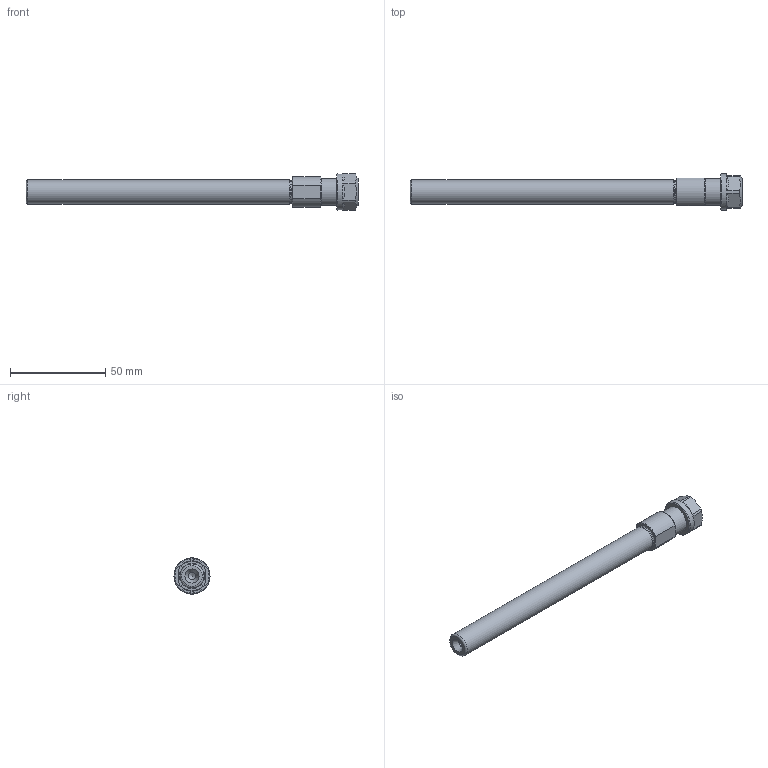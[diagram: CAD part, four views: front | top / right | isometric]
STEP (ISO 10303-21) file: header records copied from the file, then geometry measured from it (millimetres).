
FILE_DESCRIPTION(/* description */ (''),/* implementation_level */ '2;1');
FILE_NAME(/* name */ 'S050-ER11H-0552.stp',/* time_stamp */ '2019-06-13T15:45:08-05:00',/* author */ ('ldfli'),/* organization */ (''),/* preprocessor_version */ 'ST-DEVELOPER v18',/* originating_system */ 'Autodesk Inventor LT',/* authorisation */ '');
FILE_SCHEMA (('AUTOMOTIVE_DESIGN { 1 0 10303 214 3 1 1 }'));
Length unit declared in the file: millimetre
Products named in the file (1): S050-ER11H-0552
Bounding box: 174.5 x 19 x 19 mm (x, y, z)
Volume: 21399.8 mm3; surface area: 10079.9 mm2
Topology: 2 solids, 2 shells, 68 faces, 204 edges, 145 vertices
Faces by surface type: plane 25, cone 17, torus 13, cylinder 13
Full cylindrical faces by diameter (mm): 4 x1, 7.5 x1, 8.662 x1, 10.2 x1, 12.2 x1, 12.4 x1, 12.7 x1, 13.25 x1, 14 x1, 14.8 x1, 19 x1
Entity records: 2510 total; most frequent: CARTESIAN_POINT 562, DIRECTION 434, ORIENTED_EDGE 404, EDGE_CURVE 202, AXIS2_PLACEMENT_3D 192, VERTEX_POINT 145, CIRCLE 123, EDGE_LOOP 77
